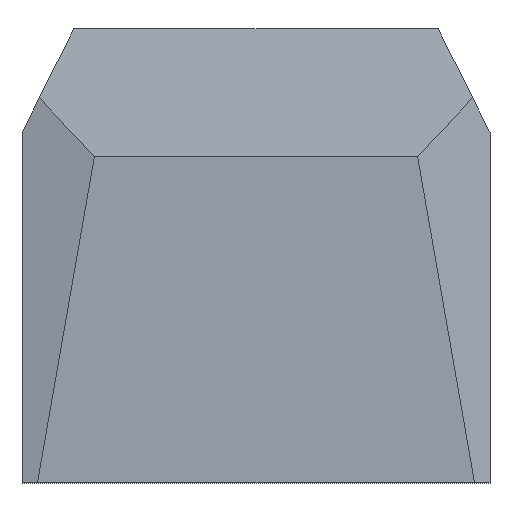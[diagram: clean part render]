
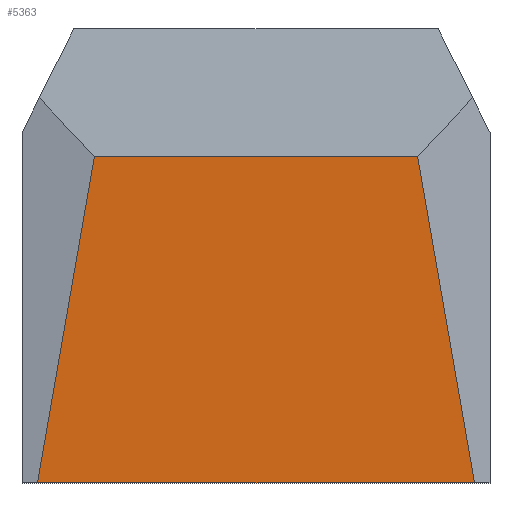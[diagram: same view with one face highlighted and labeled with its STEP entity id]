
A CAD part, top view. The second image highlights one B-rep face of the part: STEP entity #5363.
In plain terms, the highlighted planar face has unit normal (0, -0.035, 0.999).
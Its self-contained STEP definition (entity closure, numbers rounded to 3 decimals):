
#488=PLANE('',#5902);
#766=FACE_OUTER_BOUND('',#1108,.T.);
#1108=EDGE_LOOP('',(#4959,#4960,#4961,#4962));
#1665=LINE('',#8804,#2242);
#1673=LINE('',#8819,#2250);
#1677=LINE('',#8827,#2254);
#1681=LINE('',#8834,#2258);
#2242=VECTOR('',#7296,10.);
#2250=VECTOR('',#7306,10.);
#2254=VECTOR('',#7316,10.);
#2258=VECTOR('',#7322,10.);
#2862=VERTEX_POINT('',#8801);
#2863=VERTEX_POINT('',#8803);
#2869=VERTEX_POINT('',#8817);
#2870=VERTEX_POINT('',#8826);
#3563=EDGE_CURVE('',#2862,#2863,#1665,.F.);
#3571=EDGE_CURVE('',#2869,#2862,#1673,.F.);
#3575=EDGE_CURVE('',#2863,#2870,#1677,.F.);
#3579=EDGE_CURVE('',#2869,#2870,#1681,.T.);
#4959=ORIENTED_EDGE('',*,*,#3563,.F.);
#4960=ORIENTED_EDGE('',*,*,#3571,.F.);
#4961=ORIENTED_EDGE('',*,*,#3579,.T.);
#4962=ORIENTED_EDGE('',*,*,#3575,.F.);
#5363=ADVANCED_FACE('',(#766),#488,.T.);
#5902=AXIS2_PLACEMENT_3D('',#8837,#7325,#7326);
#7296=DIRECTION('',(-1.,0.,0.));
#7306=DIRECTION('',(-0.172,-0.985,-0.034));
#7316=DIRECTION('',(-0.172,0.985,0.034));
#7322=DIRECTION('',(1.,0.,0.));
#7325=DIRECTION('center_axis',(0.,-0.035,0.999));
#7326=DIRECTION('ref_axis',(1.,0.,0.));
#8801=CARTESIAN_POINT('',(-7.78,23.712,31.029));
#8803=CARTESIAN_POINT('',(26.33,23.712,31.029));
#8804=CARTESIAN_POINT('',(14.085,23.712,31.029));
#8817=CARTESIAN_POINT('',(-13.789,-10.7,29.827));
#8819=CARTESIAN_POINT('',(-8.788,17.941,30.827));
#8826=CARTESIAN_POINT('',(32.339,-10.7,29.827));
#8827=CARTESIAN_POINT('',(28.902,8.979,30.515));
#8834=CARTESIAN_POINT('',(-3.075,-10.7,29.827));
#8837=CARTESIAN_POINT('Origin',(9.275,13.265,30.664));
